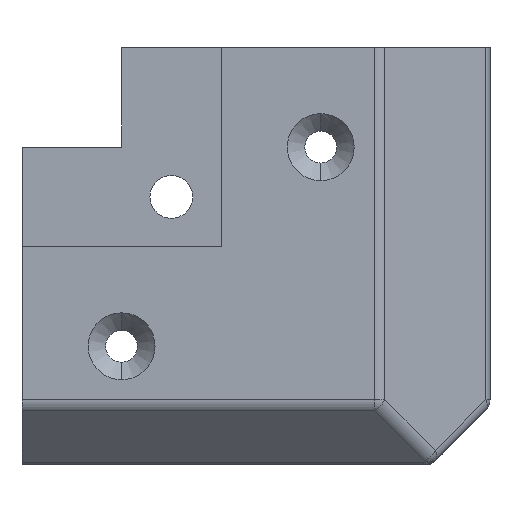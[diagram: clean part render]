
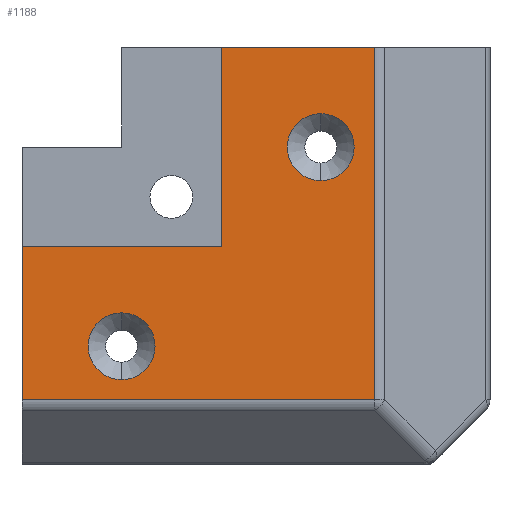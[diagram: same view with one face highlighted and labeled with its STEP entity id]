
A CAD part, left-side view. The second image highlights one B-rep face of the part: STEP entity #1188.
In plain terms, the highlighted planar face has unit normal (-1, 0, 0).
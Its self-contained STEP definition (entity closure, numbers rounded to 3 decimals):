
#7 = AXIS2_PLACEMENT_3D ( 'NONE', #500, #1902, #1519 ) ;
#80 = ORIENTED_EDGE ( 'NONE', *, *, #1658, .F. ) ;
#88 = EDGE_LOOP ( 'NONE', ( #1277, #2621, #2013, #2484, #589, #1557 ) ) ;
#109 = CIRCLE ( 'NONE', #837, 3.36 ) ;
#133 = EDGE_CURVE ( 'NONE', #1145, #2279, #1397, .T. ) ;
#149 = VECTOR ( 'NONE', #1201, 1000. ) ;
#248 = EDGE_CURVE ( 'NONE', #1594, #1145, #1466, .T. ) ;
#250 = DIRECTION ( 'NONE',  ( 0., 0., 1. ) ) ;
#279 = LINE ( 'NONE', #1550, #1914 ) ;
#280 = AXIS2_PLACEMENT_3D ( 'NONE', #1868, #2231, #1467 ) ;
#294 = DIRECTION ( 'NONE',  ( -1., 0., 0. ) ) ;
#297 = CARTESIAN_POINT ( 'NONE',  ( 0., 11.621, -15.379 ) ) ;
#304 = VERTEX_POINT ( 'NONE', #638 ) ;
#388 = DIRECTION ( 'NONE',  ( 0., -1., 0. ) ) ;
#407 = EDGE_CURVE ( 'NONE', #1864, #2233, #2465, .T. ) ;
#450 = VECTOR ( 'NONE', #388, 1000. ) ;
#475 = CARTESIAN_POINT ( 'NONE',  ( 0., 17., 10. ) ) ;
#479 = CARTESIAN_POINT ( 'NONE',  ( 0., 17., 13.36 ) ) ;
#500 = CARTESIAN_POINT ( 'NONE',  ( 0., 37., -10. ) ) ;
#506 = DIRECTION ( 'NONE',  ( 0., 0., 1. ) ) ;
#587 = LINE ( 'NONE', #1346, #1050 ) ;
#589 = ORIENTED_EDGE ( 'NONE', *, *, #1405, .F. ) ;
#616 = ORIENTED_EDGE ( 'NONE', *, *, #407, .F. ) ;
#638 = CARTESIAN_POINT ( 'NONE',  ( 0., 17., 6.64 ) ) ;
#640 = FACE_OUTER_BOUND ( 'NONE', #88, .T. ) ;
#641 = ORIENTED_EDGE ( 'NONE', *, *, #1175, .F. ) ;
#802 = AXIS2_PLACEMENT_3D ( 'NONE', #1494, #907, #2126 ) ;
#816 = LINE ( 'NONE', #1220, #450 ) ;
#837 = AXIS2_PLACEMENT_3D ( 'NONE', #1660, #2435, #250 ) ;
#839 = CARTESIAN_POINT ( 'NONE',  ( 0., 27., 0. ) ) ;
#864 = FACE_BOUND ( 'NONE', #2144, .T. ) ;
#878 = AXIS2_PLACEMENT_3D ( 'NONE', #475, #294, #1720 ) ;
#907 = DIRECTION ( 'NONE',  ( -1., 0., 0. ) ) ;
#922 = EDGE_CURVE ( 'NONE', #1937, #304, #2076, .T. ) ;
#941 = EDGE_CURVE ( 'NONE', #1806, #1594, #279, .T. ) ;
#946 = LINE ( 'NONE', #2352, #2326 ) ;
#979 = CARTESIAN_POINT ( 'NONE',  ( 0., 47., -15.379 ) ) ;
#1050 = VECTOR ( 'NONE', #1814, 1000. ) ;
#1064 = CARTESIAN_POINT ( 'NONE',  ( 0., 27., 20. ) ) ;
#1065 = EDGE_CURVE ( 'NONE', #1888, #2279, #587, .T. ) ;
#1141 = CARTESIAN_POINT ( 'NONE',  ( 0., 37., -6.64 ) ) ;
#1145 = VERTEX_POINT ( 'NONE', #1064 ) ;
#1151 = EDGE_CURVE ( 'NONE', #1954, #1888, #816, .T. ) ;
#1175 = EDGE_CURVE ( 'NONE', #304, #1937, #109, .T. ) ;
#1188 = ADVANCED_FACE ( 'NONE', ( #864, #1453, #640 ), #2673, .F. ) ;
#1201 = DIRECTION ( 'NONE',  ( 0., 0., 1. ) ) ;
#1220 = CARTESIAN_POINT ( 'NONE',  ( 0., 27., -15.379 ) ) ;
#1277 = ORIENTED_EDGE ( 'NONE', *, *, #1065, .T. ) ;
#1346 = CARTESIAN_POINT ( 'NONE',  ( 0., 11.621, 0. ) ) ;
#1366 = CARTESIAN_POINT ( 'NONE',  ( 0., 27., 20. ) ) ;
#1397 = LINE ( 'NONE', #1366, #1829 ) ;
#1405 = EDGE_CURVE ( 'NONE', #1954, #1806, #946, .T. ) ;
#1406 = CARTESIAN_POINT ( 'NONE',  ( 0., 37., -13.36 ) ) ;
#1453 = FACE_BOUND ( 'NONE', #2495, .T. ) ;
#1466 = LINE ( 'NONE', #1628, #149 ) ;
#1467 = DIRECTION ( 'NONE',  ( 0., 0., -1. ) ) ;
#1494 = CARTESIAN_POINT ( 'NONE',  ( 0., 37., -10. ) ) ;
#1519 = DIRECTION ( 'NONE',  ( 0., 0., 1. ) ) ;
#1550 = CARTESIAN_POINT ( 'NONE',  ( 0., 47., 0. ) ) ;
#1557 = ORIENTED_EDGE ( 'NONE', *, *, #1151, .T. ) ;
#1594 = VERTEX_POINT ( 'NONE', #839 ) ;
#1628 = CARTESIAN_POINT ( 'NONE',  ( 0., 27., 0. ) ) ;
#1658 = EDGE_CURVE ( 'NONE', #2233, #1864, #2327, .T. ) ;
#1660 = CARTESIAN_POINT ( 'NONE',  ( 0., 17., 10. ) ) ;
#1720 = DIRECTION ( 'NONE',  ( 0., 0., 1. ) ) ;
#1806 = VERTEX_POINT ( 'NONE', #2269 ) ;
#1814 = DIRECTION ( 'NONE',  ( 0., 0., 1. ) ) ;
#1829 = VECTOR ( 'NONE', #2385, 1000. ) ;
#1864 = VERTEX_POINT ( 'NONE', #1406 ) ;
#1868 = CARTESIAN_POINT ( 'NONE',  ( 0., 27., 0. ) ) ;
#1888 = VERTEX_POINT ( 'NONE', #297 ) ;
#1902 = DIRECTION ( 'NONE',  ( -1., 0., 0. ) ) ;
#1914 = VECTOR ( 'NONE', #2100, 1000. ) ;
#1937 = VERTEX_POINT ( 'NONE', #479 ) ;
#1954 = VERTEX_POINT ( 'NONE', #979 ) ;
#2012 = CARTESIAN_POINT ( 'NONE',  ( 0., 11.621, 20. ) ) ;
#2013 = ORIENTED_EDGE ( 'NONE', *, *, #248, .F. ) ;
#2076 = CIRCLE ( 'NONE', #878, 3.36 ) ;
#2100 = DIRECTION ( 'NONE',  ( 0., -1., 0. ) ) ;
#2102 = ORIENTED_EDGE ( 'NONE', *, *, #922, .F. ) ;
#2126 = DIRECTION ( 'NONE',  ( 0., 0., 1. ) ) ;
#2144 = EDGE_LOOP ( 'NONE', ( #80, #616 ) ) ;
#2231 = DIRECTION ( 'NONE',  ( 1., 0., 0. ) ) ;
#2233 = VERTEX_POINT ( 'NONE', #1141 ) ;
#2269 = CARTESIAN_POINT ( 'NONE',  ( 0., 47., 0. ) ) ;
#2279 = VERTEX_POINT ( 'NONE', #2012 ) ;
#2326 = VECTOR ( 'NONE', #506, 1000. ) ;
#2327 = CIRCLE ( 'NONE', #7, 3.36 ) ;
#2352 = CARTESIAN_POINT ( 'NONE',  ( 0., 47., -15.379 ) ) ;
#2385 = DIRECTION ( 'NONE',  ( 0., -1., 0. ) ) ;
#2435 = DIRECTION ( 'NONE',  ( -1., 0., 0. ) ) ;
#2465 = CIRCLE ( 'NONE', #802, 3.36 ) ;
#2484 = ORIENTED_EDGE ( 'NONE', *, *, #941, .F. ) ;
#2495 = EDGE_LOOP ( 'NONE', ( #2102, #641 ) ) ;
#2621 = ORIENTED_EDGE ( 'NONE', *, *, #133, .F. ) ;
#2673 = PLANE ( 'NONE',  #280 ) ;
